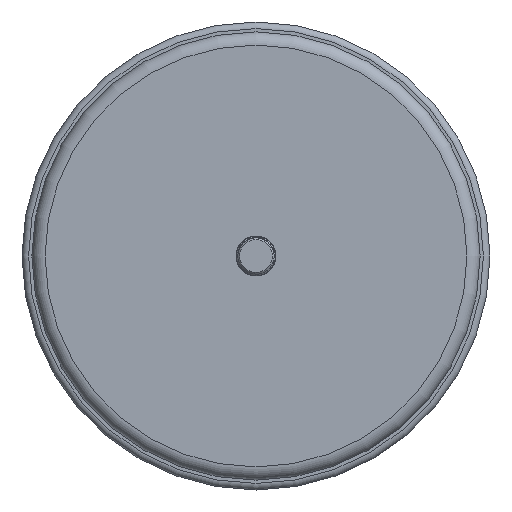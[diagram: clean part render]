
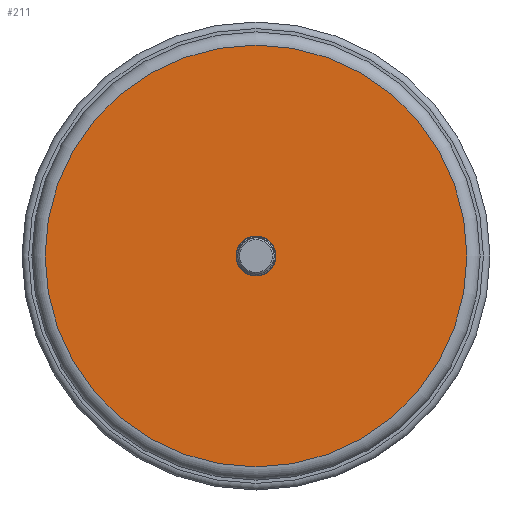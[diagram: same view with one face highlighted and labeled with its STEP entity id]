
A CAD part, front view. The second image highlights one B-rep face of the part: STEP entity #211.
In plain terms, the highlighted planar face has unit normal (0, -1, 0).
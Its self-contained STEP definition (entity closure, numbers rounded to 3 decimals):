
#211=ADVANCED_FACE('',(#6952,#6954),#6956,.T.);
#6952=FACE_BOUND('',#6953,.T.);
#6953=EDGE_LOOP('',(#9744));
#6954=FACE_BOUND('',#6955,.T.);
#6955=EDGE_LOOP('',(#9745,#9746));
#6956=PLANE('',#6957);
#6957=AXIS2_PLACEMENT_3D('',#6958,#6959,#6960);
#6958=CARTESIAN_POINT('',(0.,0.,0.));
#6959=DIRECTION('',(0.,-1.,0.));
#6960=DIRECTION('',(1.,0.,0.));
#9744=ORIENTED_EDGE('',*,*,#11446,.T.);
#9745=ORIENTED_EDGE('',*,*,#11447,.F.);
#9746=ORIENTED_EDGE('',*,*,#11448,.F.);
#11446=EDGE_CURVE('',#12337,#12337,#12338,.T.);
#11447=EDGE_CURVE('',#12339,#12340,#12341,.T.);
#11448=EDGE_CURVE('',#12340,#12339,#12342,.T.);
#12337=VERTEX_POINT('',#15833);
#12338=CIRCLE('',#15834,64.);
#12339=VERTEX_POINT('',#15838);
#12340=VERTEX_POINT('',#15839);
#12341=CIRCLE('',#15840,6.);
#12342=CIRCLE('',#15844,6.);
#15833=CARTESIAN_POINT('',(64.,0.,0.));
#15834=AXIS2_PLACEMENT_3D('',#15835,#15836,#15837);
#15835=CARTESIAN_POINT('',(0.,0.,0.));
#15836=DIRECTION('',(0.,-1.,0.));
#15837=DIRECTION('',(1.,0.,0.));
#15838=CARTESIAN_POINT('',(5.248,0.,-2.908));
#15839=CARTESIAN_POINT('',(6.,0.,0.));
#15840=AXIS2_PLACEMENT_3D('',#15841,#15842,#15843);
#15841=CARTESIAN_POINT('',(0.,0.,0.));
#15842=DIRECTION('',(0.,-1.,0.));
#15843=DIRECTION('',(0.875,0.,-0.485));
#15844=AXIS2_PLACEMENT_3D('',#15845,#15846,#15847);
#15845=CARTESIAN_POINT('',(0.,0.,0.));
#15846=DIRECTION('',(0.,-1.,0.));
#15847=DIRECTION('',(1.,0.,0.));
